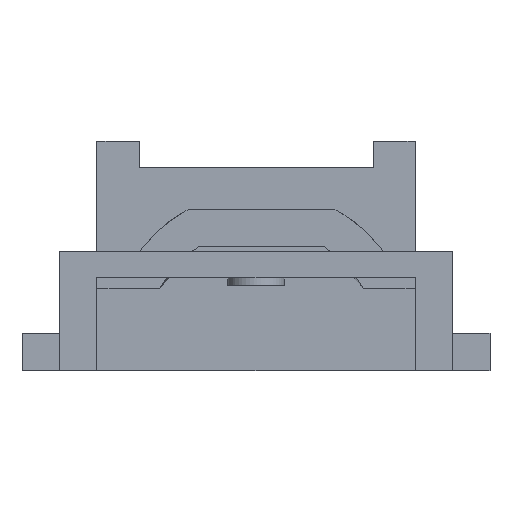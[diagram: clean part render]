
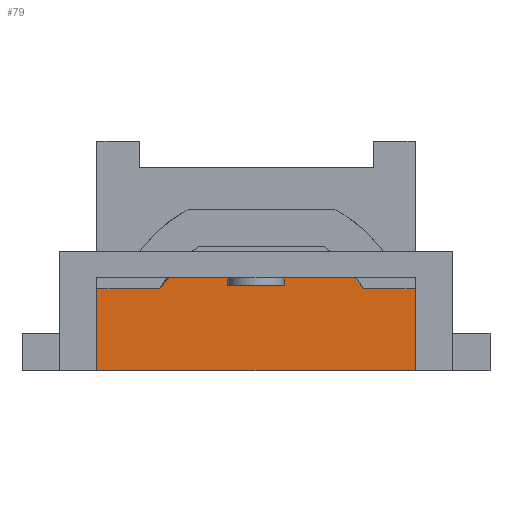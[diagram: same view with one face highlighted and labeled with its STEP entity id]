
A CAD part, front view. The second image highlights one B-rep face of the part: STEP entity #79.
In plain terms, the highlighted planar face has unit normal (0, -1, 0).
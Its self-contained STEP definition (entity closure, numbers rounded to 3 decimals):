
#79=ADVANCED_FACE('',(#167),#1407,.T.);
#167=FACE_OUTER_BOUND('',#259,.T.);
#259=EDGE_LOOP('',(#570,#571,#572,#573));
#570=ORIENTED_EDGE('',*,*,#910,.T.);
#571=ORIENTED_EDGE('',*,*,#847,.T.);
#572=ORIENTED_EDGE('',*,*,#911,.F.);
#573=ORIENTED_EDGE('',*,*,#842,.F.);
#842=EDGE_CURVE('',#1298,#1299,#1037,.T.);
#847=EDGE_CURVE('',#1304,#1305,#1042,.T.);
#910=EDGE_CURVE('',#1298,#1304,#1085,.T.);
#911=EDGE_CURVE('',#1299,#1305,#1086,.T.);
#1037=B_SPLINE_CURVE_WITH_KNOTS('',1,(#2234,#2235),.UNSPECIFIED.,.F.,.F.,
(2,2),(0.,6.37),.UNSPECIFIED.);
#1042=B_SPLINE_CURVE_WITH_KNOTS('',1,(#2244,#2245),.UNSPECIFIED.,.F.,.F.,
(2,2),(0.,6.37),.UNSPECIFIED.);
#1085=B_SPLINE_CURVE_WITH_KNOTS('',1,(#2436,#2437),.UNSPECIFIED.,.F.,.F.,
(2,2),(2.,19.),.UNSPECIFIED.);
#1086=B_SPLINE_CURVE_WITH_KNOTS('',1,(#2438,#2439),.UNSPECIFIED.,.F.,.F.,
(2,2),(2.,19.),.UNSPECIFIED.);
#1298=VERTEX_POINT('',#1950);
#1299=VERTEX_POINT('',#1951);
#1304=VERTEX_POINT('',#1956);
#1305=VERTEX_POINT('',#1957);
#1407=PLANE('',#1511);
#1511=AXIS2_PLACEMENT_3D('',#1771,#1572,$);
#1572=DIRECTION('',(0.,-1.,0.));
#1771=CARTESIAN_POINT('',(-11.,0.,0.));
#1950=CARTESIAN_POINT('',(-9.,0.,0.));
#1951=CARTESIAN_POINT('',(-9.,0.,6.37));
#1956=CARTESIAN_POINT('',(8.,0.,0.));
#1957=CARTESIAN_POINT('',(8.,0.,6.37));
#2234=CARTESIAN_POINT('',(-9.,0.,0.));
#2235=CARTESIAN_POINT('',(-9.,0.,6.37));
#2244=CARTESIAN_POINT('',(8.,0.,0.));
#2245=CARTESIAN_POINT('',(8.,0.,6.37));
#2436=CARTESIAN_POINT('',(-9.,0.,0.));
#2437=CARTESIAN_POINT('',(8.,0.,0.));
#2438=CARTESIAN_POINT('',(-9.,0.,6.37));
#2439=CARTESIAN_POINT('',(8.,0.,6.37));
